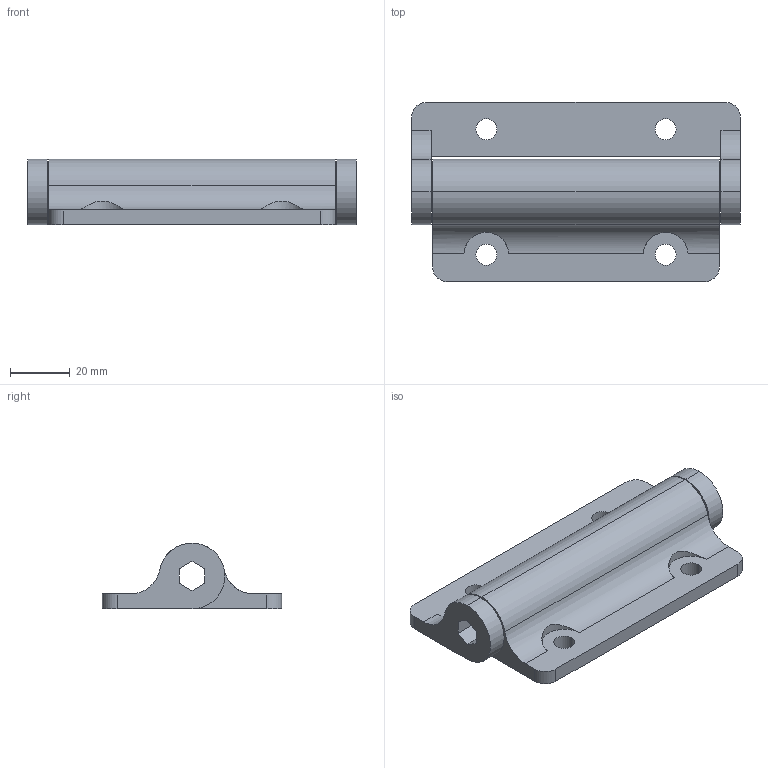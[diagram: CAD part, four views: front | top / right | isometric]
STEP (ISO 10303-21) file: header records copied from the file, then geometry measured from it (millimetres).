
FILE_DESCRIPTION (( 'STEP AP203' ), '1' );
FILE_NAME ('B-879-1H.STEP', '2009-09-01T06:04:52', ( '10sw' ), ( 'タキゲン製造株式会社' ), 'SwSTEP 2.0', 'SolidWorks 2007', '' );
FILE_SCHEMA (( 'CONFIG_CONTROL_DESIGN' ));
Length unit declared in the file: millimetre
Products named in the file (3): B-879-1H; B-879-1H僸儞僕A__棉太倌; B-879-1H僸儞僕B__棉太倌
Assembly tree (2 placements, depth 2):
  B-879-1H
    B-879-1H僸儞僕B__棉太倌
    B-879-1H僸儞僕A__棉太倌
Bounding box: 110 x 60 x 22 mm (x, y, z)
Volume: 42235.8 mm3; surface area: 24275.5 mm2
Topology: 2 solids, 2 shells, 54 faces, 150 edges, 100 vertices
Faces by surface type: plane 31, cylinder 23
Entity records: 2161 total; most frequent: CARTESIAN_POINT 403, DIRECTION 310, ORIENTED_EDGE 300, EDGE_CURVE 150, LINE 104, VECTOR 104, AXIS2_PLACEMENT_3D 103, VERTEX_POINT 100
